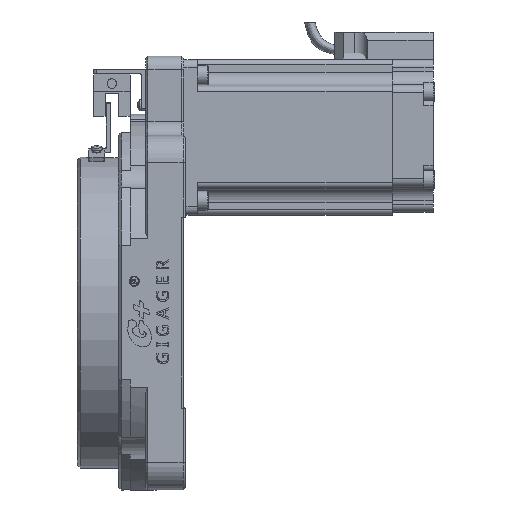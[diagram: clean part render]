
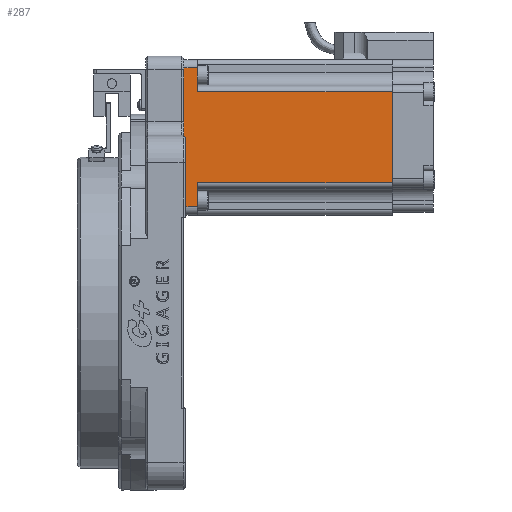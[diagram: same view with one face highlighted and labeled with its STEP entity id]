
A CAD part, left-side view. The second image highlights one B-rep face of the part: STEP entity #287.
In plain terms, the highlighted planar face has unit normal (-1, 0, 0).
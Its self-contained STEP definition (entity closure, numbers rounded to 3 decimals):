
#287 = ADVANCED_FACE ( 'NONE', ( #27081 ), #27054, .T. ) ;
#1273 = AXIS2_PLACEMENT_3D ( 'NONE', #27044, #27001, #26941 ) ;
#1596 = DIRECTION ( 'NONE',  ( 0., 1., 0. ) ) ;
#1614 = CARTESIAN_POINT ( 'NONE',  ( -28.262, -11.513, 37.397 ) ) ;
#1659 = LINE ( 'NONE', #1614, #27945 ) ;
#1711 = VERTEX_POINT ( 'NONE', #4793 ) ;
#4793 = CARTESIAN_POINT ( 'NONE',  ( -28.262, -1.513, 37.397 ) ) ;
#5625 = VECTOR ( 'NONE', #23268, 1000. ) ;
#8156 = VECTOR ( 'NONE', #22944, 1000. ) ;
#8776 = EDGE_CURVE ( 'NONE', #36505, #33114, #20705, .T. ) ;
#8898 = EDGE_LOOP ( 'NONE', ( #15644, #15591, #15380, #15175, #15019, #14829, #14675, #14586 ) ) ;
#9078 = VECTOR ( 'NONE', #23566, 1000. ) ;
#9996 = CARTESIAN_POINT ( 'NONE',  ( -28.262, -1.513, 88.397 ) ) ;
#10300 = CARTESIAN_POINT ( 'NONE',  ( -28.262, -77.913, 46.147 ) ) ;
#11052 = EDGE_CURVE ( 'NONE', #17637, #16950, #29382, .T. ) ;
#11060 = CARTESIAN_POINT ( 'NONE',  ( -28.262, -6.513, 88.397 ) ) ;
#11791 = EDGE_CURVE ( 'NONE', #40907, #16950, #16116, .T. ) ;
#14586 = ORIENTED_EDGE ( 'NONE', *, *, #34258, .F. ) ;
#14675 = ORIENTED_EDGE ( 'NONE', *, *, #40625, .T. ) ;
#14829 = ORIENTED_EDGE ( 'NONE', *, *, #30744, .T. ) ;
#15019 = ORIENTED_EDGE ( 'NONE', *, *, #8776, .T. ) ;
#15167 = VERTEX_POINT ( 'NONE', #11060 ) ;
#15175 = ORIENTED_EDGE ( 'NONE', *, *, #16665, .F. ) ;
#15380 = ORIENTED_EDGE ( 'NONE', *, *, #11052, .F. ) ;
#15591 = ORIENTED_EDGE ( 'NONE', *, *, #11791, .T. ) ;
#15644 = ORIENTED_EDGE ( 'NONE', *, *, #29235, .F. ) ;
#16053 = DIRECTION ( 'NONE',  ( 0., 0., 1. ) ) ;
#16095 = CARTESIAN_POINT ( 'NONE',  ( -28.262, -6.513, 37.397 ) ) ;
#16116 = LINE ( 'NONE', #16095, #32698 ) ;
#16665 = EDGE_CURVE ( 'NONE', #36505, #17637, #30921, .T. ) ;
#16950 = VERTEX_POINT ( 'NONE', #26044 ) ;
#17637 = VERTEX_POINT ( 'NONE', #10300 ) ;
#19424 = VECTOR ( 'NONE', #29332, 1000. ) ;
#20655 = DIRECTION ( 'NONE',  ( 0., 1., 0. ) ) ;
#20677 = CARTESIAN_POINT ( 'NONE',  ( -28.262, -64.013, 79.647 ) ) ;
#20705 = LINE ( 'NONE', #20677, #29017 ) ;
#20752 = CARTESIAN_POINT ( 'NONE',  ( -28.262, -6.513, 37.397 ) ) ;
#22944 = DIRECTION ( 'NONE',  ( 0., 0., 1. ) ) ;
#22985 = CARTESIAN_POINT ( 'NONE',  ( -28.262, -1.513, 37.397 ) ) ;
#22994 = LINE ( 'NONE', #22985, #8156 ) ;
#23268 = DIRECTION ( 'NONE',  ( 0., 1., 0. ) ) ;
#23305 = CARTESIAN_POINT ( 'NONE',  ( -28.262, -11.513, 88.397 ) ) ;
#23316 = LINE ( 'NONE', #23305, #5625 ) ;
#23566 = DIRECTION ( 'NONE',  ( 0., 0., 1. ) ) ;
#23576 = CARTESIAN_POINT ( 'NONE',  ( -28.262, -6.513, 37.397 ) ) ;
#23616 = LINE ( 'NONE', #23576, #9078 ) ;
#26044 = CARTESIAN_POINT ( 'NONE',  ( -28.262, -6.513, 46.147 ) ) ;
#26941 = DIRECTION ( 'NONE',  ( 0., 0., 1. ) ) ;
#27001 = DIRECTION ( 'NONE',  ( -1., 0., 0. ) ) ;
#27044 = CARTESIAN_POINT ( 'NONE',  ( -28.262, -11.513, 37.397 ) ) ;
#27054 = PLANE ( 'NONE',  #1273 ) ;
#27081 = FACE_OUTER_BOUND ( 'NONE', #8898, .T. ) ;
#27945 = VECTOR ( 'NONE', #1596, 1000. ) ;
#29017 = VECTOR ( 'NONE', #20655, 1000. ) ;
#29235 = EDGE_CURVE ( 'NONE', #40907, #1711, #1659, .T. ) ;
#29332 = DIRECTION ( 'NONE',  ( 0., 1., 0. ) ) ;
#29353 = CARTESIAN_POINT ( 'NONE',  ( -28.262, -64.013, 46.147 ) ) ;
#29382 = LINE ( 'NONE', #29353, #19424 ) ;
#30744 = EDGE_CURVE ( 'NONE', #33114, #15167, #23616, .T. ) ;
#30832 = DIRECTION ( 'NONE',  ( 0., 0., -1. ) ) ;
#30876 = CARTESIAN_POINT ( 'NONE',  ( -28.262, -77.913, 79.647 ) ) ;
#30921 = LINE ( 'NONE', #30876, #33640 ) ;
#32698 = VECTOR ( 'NONE', #16053, 1000. ) ;
#33114 = VERTEX_POINT ( 'NONE', #36113 ) ;
#33640 = VECTOR ( 'NONE', #30832, 1000. ) ;
#34258 = EDGE_CURVE ( 'NONE', #1711, #35381, #22994, .T. ) ;
#35381 = VERTEX_POINT ( 'NONE', #9996 ) ;
#35504 = CARTESIAN_POINT ( 'NONE',  ( -28.262, -77.913, 79.647 ) ) ;
#36113 = CARTESIAN_POINT ( 'NONE',  ( -28.262, -6.513, 79.647 ) ) ;
#36505 = VERTEX_POINT ( 'NONE', #35504 ) ;
#40625 = EDGE_CURVE ( 'NONE', #15167, #35381, #23316, .T. ) ;
#40907 = VERTEX_POINT ( 'NONE', #20752 ) ;
